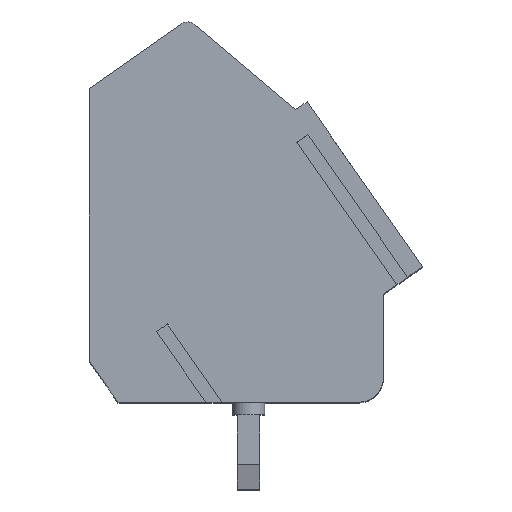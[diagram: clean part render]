
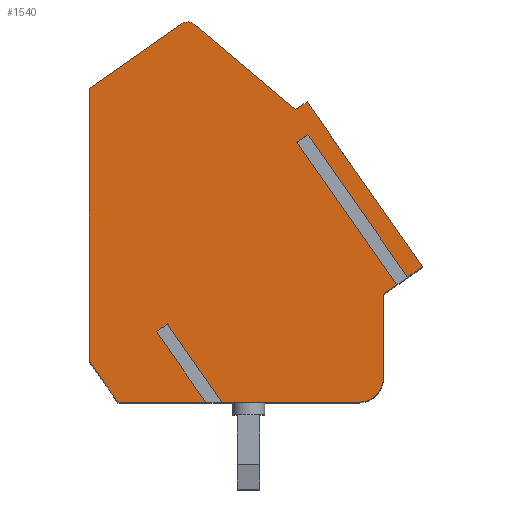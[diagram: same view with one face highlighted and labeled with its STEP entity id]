
A CAD part, top view. The second image highlights one B-rep face of the part: STEP entity #1540.
In plain terms, the highlighted planar face has unit normal (0, 0, 1).
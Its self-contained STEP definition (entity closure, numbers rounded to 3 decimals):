
#10=CARTESIAN_POINT('',(-3.741,9.976,
   -7.46));
#20=DIRECTION('',(0.,0.,
   1.));
#30=DIRECTION('',(1.,0.,
   0.));
#40=AXIS2_PLACEMENT_3D('',#10,#20,#30);
#50=PLANE('',#40);
#60=CARTESIAN_POINT('',(-3.741,-6.638,
   -7.46));
#70=DIRECTION('',(-0.819,-0.574,
   0.));
#80=VECTOR('',#70,1.);
#90=LINE('',#60,#80);
#100=CARTESIAN_POINT('',(35.872,21.1,
   -7.46));
#110=VERTEX_POINT('',#100);
#120=CARTESIAN_POINT('',(35.273,20.68,
   -7.46));
#130=VERTEX_POINT('',#120);
#140=EDGE_CURVE('',#110,#130,#90,.T.);
#150=ORIENTED_EDGE('',*,*,#140,.F.);
#160=CARTESIAN_POINT('',(42.768,9.976,
   -7.46));
#170=DIRECTION('',(0.574,-0.819,
   0.));
#180=VECTOR('',#170,1.);
#190=LINE('',#160,#180);
#200=CARTESIAN_POINT('',(31.258,26.414,
   -7.46));
#210=VERTEX_POINT('',#200);
#220=EDGE_CURVE('',#210,#130,#190,.T.);
#230=ORIENTED_EDGE('',*,*,#220,.T.);
#240=CARTESIAN_POINT('',(-3.741,1.908,
   -7.46));
#250=DIRECTION('',(-0.819,-0.574,
   0.));
#260=VECTOR('',#250,1.);
#270=LINE('',#240,#260);
#280=CARTESIAN_POINT('',(30.817,26.106,
   -7.46));
#290=VERTEX_POINT('',#280);
#300=EDGE_CURVE('',#210,#290,#270,.T.);
#310=ORIENTED_EDGE('',*,*,#300,.F.);
#320=CARTESIAN_POINT('',(42.111,9.976,
   -7.46));
#330=DIRECTION('',(-0.574,0.819,
   0.));
#340=VECTOR('',#330,1.);
#350=LINE('',#320,#340);
#360=CARTESIAN_POINT('',(34.832,20.372,
   -7.46));
#370=VERTEX_POINT('',#360);
#380=EDGE_CURVE('',#370,#290,#350,.T.);
#390=ORIENTED_EDGE('',*,*,#380,.T.);
#400=CARTESIAN_POINT('',(34.3,19.999,
   -7.46));
#410=VERTEX_POINT('',#400);
#420=EDGE_CURVE('',#370,#410,#90,.T.);
#430=ORIENTED_EDGE('',*,*,#420,.F.);
#440=CARTESIAN_POINT('',(34.3,9.976,
   -7.46));
#450=DIRECTION('',(0.,-1.,
   0.));
#460=VECTOR('',#450,1.);
#470=LINE('',#440,#460);
#480=CARTESIAN_POINT('',(34.3,16.647,
   -7.46));
#490=VERTEX_POINT('',#480);
#500=EDGE_CURVE('',#410,#490,#470,.T.);
#510=ORIENTED_EDGE('',*,*,#500,.F.);
#520=CARTESIAN_POINT('',(33.3,16.647,
   -7.46));
#530=DIRECTION('',(0.,0.,
   1.));
#540=DIRECTION('',(1.,0.,
   0.));
#550=AXIS2_PLACEMENT_3D('',#520,#530,#540);
#560=CIRCLE('',#550,1.);
#570=CARTESIAN_POINT('',(33.3,15.647,
   -7.46));
#580=VERTEX_POINT('',#570);
#590=EDGE_CURVE('',#580,#490,#560,.T.);
#600=ORIENTED_EDGE('',*,*,#590,.T.);
#610=CARTESIAN_POINT('',(-3.741,15.647,
   -7.46));
#620=DIRECTION('',(-1.,0.,
   0.));
#630=VECTOR('',#620,1.);
#640=LINE('',#610,#630);
#650=CARTESIAN_POINT('',(27.811,15.647,
   -7.46));
#660=VERTEX_POINT('',#650);
#670=EDGE_CURVE('',#580,#660,#640,.T.);
#680=ORIENTED_EDGE('',*,*,#670,.F.);
#690=CARTESIAN_POINT('',(31.781,9.976,
   -7.46));
#700=DIRECTION('',(-0.574,0.819,
   0.));
#710=VECTOR('',#700,1.);
#720=LINE('',#690,#710);
#730=CARTESIAN_POINT('',(25.606,18.795,
   -7.46));
#740=VERTEX_POINT('',#730);
#750=EDGE_CURVE('',#660,#740,#720,.T.);
#760=ORIENTED_EDGE('',*,*,#750,.F.);
#770=CARTESIAN_POINT('',(-3.741,-1.755
   ,-7.46));
#780=DIRECTION('',(-0.819,-0.574,
   0.));
#790=VECTOR('',#780,1.);
#800=LINE('',#770,#790);
#810=CARTESIAN_POINT('',(25.165,18.486,
   -7.46));
#820=VERTEX_POINT('',#810);
#830=EDGE_CURVE('',#740,#820,#800,.T.);
#840=ORIENTED_EDGE('',*,*,#830,.F.);
#850=CARTESIAN_POINT('',(31.124,9.976,
   -7.46));
#860=DIRECTION('',(0.574,-0.819,
   0.));
#870=VECTOR('',#860,1.);
#880=LINE('',#850,#870);
#890=CARTESIAN_POINT('',(27.154,15.647,
   -7.46));
#900=VERTEX_POINT('',#890);
#910=EDGE_CURVE('',#820,#900,#880,.T.);
#920=ORIENTED_EDGE('',*,*,#910,.F.);
#930=CARTESIAN_POINT('',(23.619,15.647,
   -7.46));
#940=VERTEX_POINT('',#930);
#950=EDGE_CURVE('',#900,#940,#640,.T.);
#960=ORIENTED_EDGE('',*,*,#950,.F.);
#970=CARTESIAN_POINT('',(27.59,9.976,
   -7.46));
#980=DIRECTION('',(-0.574,0.819,
   0.));
#990=VECTOR('',#980,1.);
#1000=LINE('',#970,#990);
#1010=CARTESIAN_POINT('',(22.472,17.285,
   -7.46));
#1020=VERTEX_POINT('',#1010);
#1030=EDGE_CURVE('',#940,#1020,#1000,.T.);
#1040=ORIENTED_EDGE('',*,*,#1030,.F.);
#1050=CARTESIAN_POINT('',(22.472,9.976,
   -7.46));
#1060=DIRECTION('',(0.,1.,
   0.));
#1070=VECTOR('',#1060,1.);
#1080=LINE('',#1050,#1070);
#1090=CARTESIAN_POINT('',(22.472,28.269,
   -7.46));
#1100=VERTEX_POINT('',#1090);
#1110=EDGE_CURVE('',#1020,#1100,#1080,.T.);
#1120=ORIENTED_EDGE('',*,*,#1110,.F.);
#1130=CARTESIAN_POINT('',(-3.741,9.914
   ,-7.46));
#1140=DIRECTION('',(0.819,0.574,
   0.));
#1150=VECTOR('',#1140,1.);
#1160=LINE('',#1130,#1150);
#1170=CARTESIAN_POINT('',(26.193,30.874,
   -7.46));
#1180=VERTEX_POINT('',#1170);
#1190=EDGE_CURVE('',#1100,#1180,#1160,.T.);
#1200=ORIENTED_EDGE('',*,*,#1190,.F.);
#1210=CARTESIAN_POINT('',(26.423,30.547,
   -7.46));
#1220=DIRECTION('',(0.,0.,
   1.));
#1230=DIRECTION('',(1.,0.,
   0.));
#1240=AXIS2_PLACEMENT_3D('',#1210,#1220,#1230);
#1250=CIRCLE('',#1240,0.4);
#1260=CARTESIAN_POINT('',(26.68,30.853,
   -7.46));
#1270=VERTEX_POINT('',#1260);
#1280=EDGE_CURVE('',#1270,#1180,#1250,.T.);
#1290=ORIENTED_EDGE('',*,*,#1280,.T.);
#1300=CARTESIAN_POINT('',(-3.741,56.379
   ,-7.46));
#1310=DIRECTION('',(0.766,-0.643,
   0.));
#1320=VECTOR('',#1310,1.);
#1330=LINE('',#1300,#1320);
#1340=CARTESIAN_POINT('',(30.773,27.418,
   -7.46));
#1350=VERTEX_POINT('',#1340);
#1360=EDGE_CURVE('',#1270,#1350,#1330,.T.);
#1370=ORIENTED_EDGE('',*,*,#1360,.F.);
#1380=CARTESIAN_POINT('',(-3.741,3.251
   ,-7.46));
#1390=DIRECTION('',(0.819,0.574,
   0.));
#1400=VECTOR('',#1390,1.);
#1410=LINE('',#1380,#1400);
#1420=CARTESIAN_POINT('',(31.226,27.735,
   -7.46));
#1430=VERTEX_POINT('',#1420);
#1440=EDGE_CURVE('',#1350,#1430,#1410,.T.);
#1450=ORIENTED_EDGE('',*,*,#1440,.F.);
#1460=CARTESIAN_POINT('',(43.661,9.976,
   -7.46));
#1470=DIRECTION('',(0.574,-0.819,
   0.));
#1480=VECTOR('',#1470,1.);
#1490=LINE('',#1460,#1480);
#1500=EDGE_CURVE('',#1430,#110,#1490,.T.);
#1510=ORIENTED_EDGE('',*,*,#1500,.F.);
#1520=EDGE_LOOP('',(#1510,#1450,#1370,#1290,#1200,#1120,#1040,#960,#920,
   #840,#760,#680,#600,#510,#430,#390,#310,#230,#150));
#1530=FACE_OUTER_BOUND('',#1520,.T.);
#1540=ADVANCED_FACE('',(#1530),#50,.T.);
